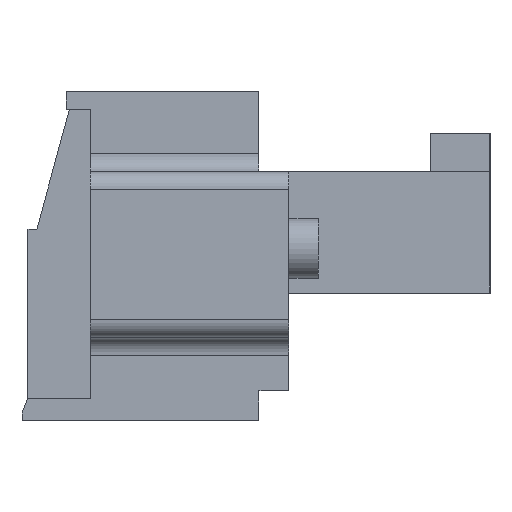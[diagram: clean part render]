
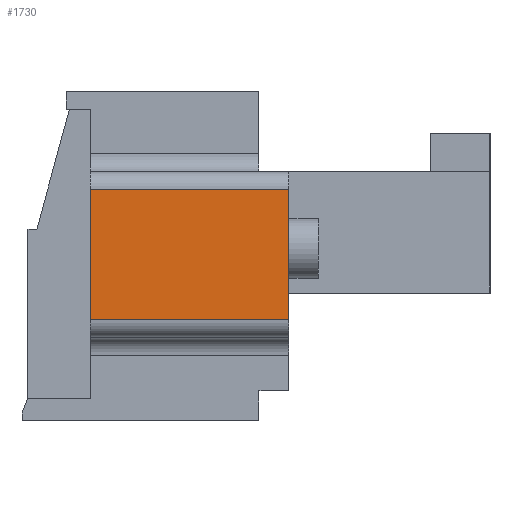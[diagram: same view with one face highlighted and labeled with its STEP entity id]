
A CAD part, left-side view. The second image highlights one B-rep face of the part: STEP entity #1730.
In plain terms, the highlighted planar face has unit normal (-1, 0, 0).
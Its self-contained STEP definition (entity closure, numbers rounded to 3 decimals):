
#1730 = ADVANCED_FACE( '', ( #4031 ), #4032, .F. );
#4031 = FACE_OUTER_BOUND( '', #7249, .T. );
#4032 = PLANE( '', #7250 );
#7249 = EDGE_LOOP( '', ( #11323, #11324, #11325, #11326 ) );
#7250 = AXIS2_PLACEMENT_3D( '', #11327, #11328, #11329 );
#11323 = ORIENTED_EDGE( '', *, *, #19866, .F. );
#11324 = ORIENTED_EDGE( '', *, *, #19867, .T. );
#11325 = ORIENTED_EDGE( '', *, *, #19868, .F. );
#11326 = ORIENTED_EDGE( '', *, *, #19869, .T. );
#11327 = CARTESIAN_POINT( '', ( -26.2, 0., 0. ) );
#11328 = DIRECTION( '', ( 1., 0., 0. ) );
#11329 = DIRECTION( '', ( 0., 0., -1. ) );
#19866 = EDGE_CURVE( '', #24069, #24070, #24071, .T. );
#19867 = EDGE_CURVE( '', #24069, #24072, #24073, .F. );
#19868 = EDGE_CURVE( '', #24074, #24072, #24075, .T. );
#19869 = EDGE_CURVE( '', #24074, #24070, #24076, .F. );
#24069 = VERTEX_POINT( '', #30064 );
#24070 = VERTEX_POINT( '', #30065 );
#24071 = LINE( '', #30066, #30067 );
#24072 = VERTEX_POINT( '', #30068 );
#24073 = LINE( '', #30069, #30070 );
#24074 = VERTEX_POINT( '', #30071 );
#24075 = LINE( '', #30072, #30073 );
#24076 = LINE( '', #30074, #30075 );
#30064 = CARTESIAN_POINT( '', ( -26.2, -5., 2.175 ) );
#30065 = CARTESIAN_POINT( '', ( -26.2, -5., -2.225 ) );
#30066 = CARTESIAN_POINT( '', ( -26.2, -5., 2.775 ) );
#30067 = VECTOR( '', #36363, 1000. );
#30068 = CARTESIAN_POINT( '', ( -26.2, 1.7, 2.175 ) );
#30069 = CARTESIAN_POINT( '', ( -26.2, 1.7, 2.175 ) );
#30070 = VECTOR( '', #36364, 1000. );
#30071 = CARTESIAN_POINT( '', ( -26.2, 1.7, -2.225 ) );
#30072 = CARTESIAN_POINT( '', ( -26.2, 1.7, -2.825 ) );
#30073 = VECTOR( '', #36365, 1000. );
#30074 = CARTESIAN_POINT( '', ( -26.2, -5., -2.225 ) );
#30075 = VECTOR( '', #36366, 1000. );
#36363 = DIRECTION( '', ( 0., 0., -1. ) );
#36364 = DIRECTION( '', ( 0., -1., 0. ) );
#36365 = DIRECTION( '', ( 0., 0., 1. ) );
#36366 = DIRECTION( '', ( 0., 1., 0. ) );
